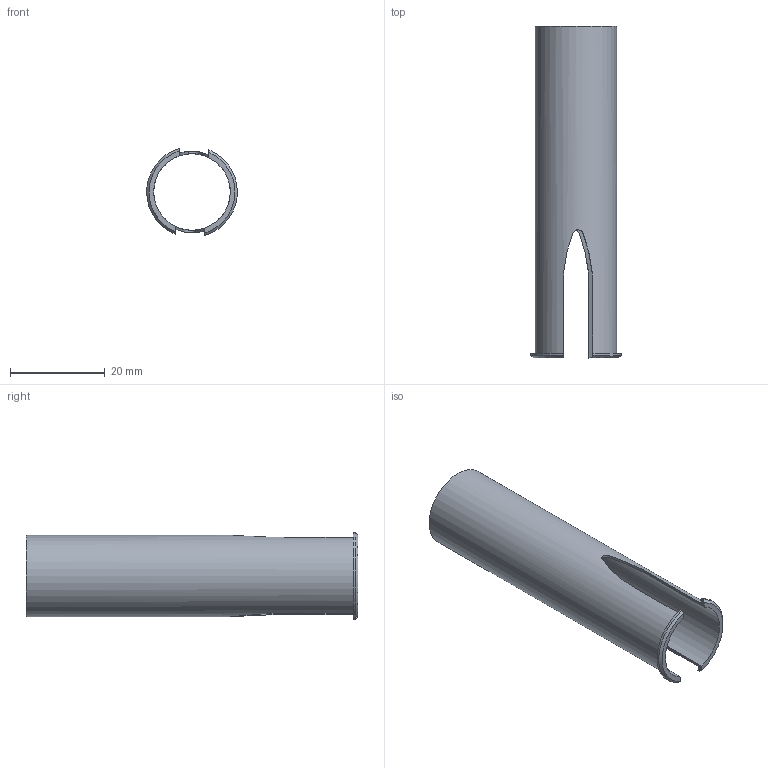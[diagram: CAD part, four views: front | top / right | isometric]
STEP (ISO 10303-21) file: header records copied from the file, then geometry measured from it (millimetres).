
FILE_DESCRIPTION(/* description */ (''),/* implementation_level */ '2;1');
FILE_NAME(/* name */ 'Rallonge.stp',/* time_stamp */ '2022-02-11T12:11:16+01:00',/* author */ ('UID30277'),/* organization */ (''),/* preprocessor_version */ 'ST-DEVELOPER v18',/* originating_system */ 'Autodesk Inventor 2020',/* authorisation */ '');
FILE_SCHEMA (('AUTOMOTIVE_DESIGN { 1 0 10303 214 3 1 1 }'));
Length unit declared in the file: millimetre
Products named in the file (1): Rallonge
Bounding box: 19.14 x 70 x 18.41 mm (x, y, z)
Volume: 1716.1 mm3; surface area: 6900.4 mm2
Topology: 1 solids, 1 shells, 21 faces, 60 edges, 40 vertices
Faces by surface type: plane 9, bspline 6, cylinder 4, cone 2
Full cylindrical faces by diameter (mm): 16.15 x1, 17.15 x1
Entity records: 1257 total; most frequent: CARTESIAN_POINT 700, ORIENTED_EDGE 120, DIRECTION 90, EDGE_CURVE 60, VERTEX_POINT 40, LINE 30, VECTOR 30, AXIS2_PLACEMENT_3D 30
